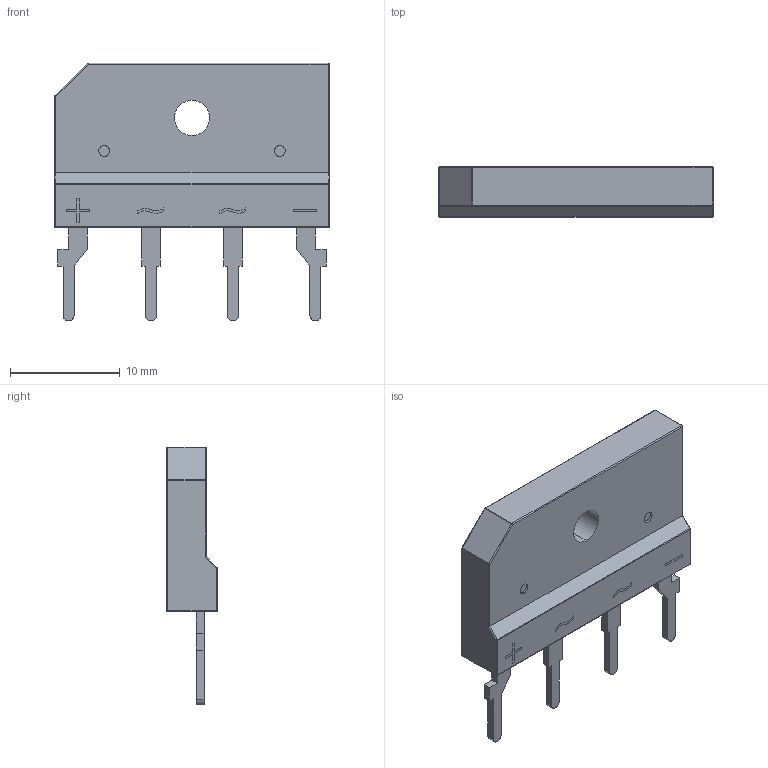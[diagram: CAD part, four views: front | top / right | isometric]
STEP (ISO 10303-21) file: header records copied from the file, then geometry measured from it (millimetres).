
FILE_DESCRIPTION (( 'STEP AP214' ), '1' );
FILE_NAME ('DIO-BG-TH_4P-L25.0-W4.6-H15.0_KBJ.step', '2022-07-04T09:53:11', ( '' ), ( '' ), 'SwSTEP 2.0', 'SolidWorks 2020', '' );
FILE_SCHEMA (( 'AUTOMOTIVE_DESIGN' ));
Length unit declared in the file: millimetre
Products named in the file (1): DIO-BG-TH_4P-L25.0-W4.6-H15.0_KBJ
Bounding box: 25 x 4.6 x 23.5 mm (x, y, z)
Volume: 1447.9 mm3; surface area: 1219.3 mm2
Topology: 1 solids, 1 shells, 318 faces, 869 edges, 572 vertices
Faces by surface type: plane 177, bspline 98, cylinder 33, sphere 10
Entity records: 14101 total; most frequent: CARTESIAN_POINT 3220, ORIENTED_EDGE 1718, DIRECTION 1143, EDGE_CURVE 859, VECTOR 585, LINE 585, VERTEX_POINT 572, EDGE_LOOP 349
